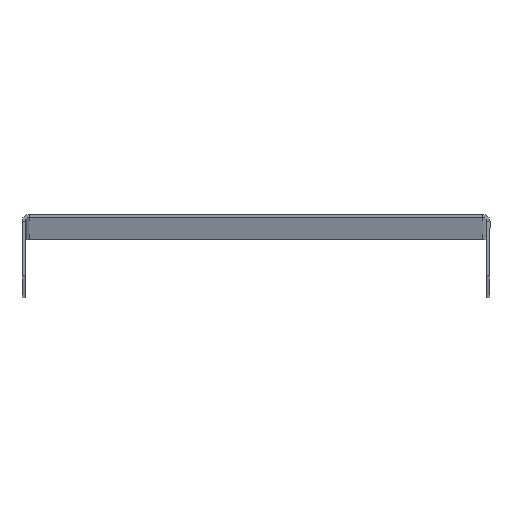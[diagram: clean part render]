
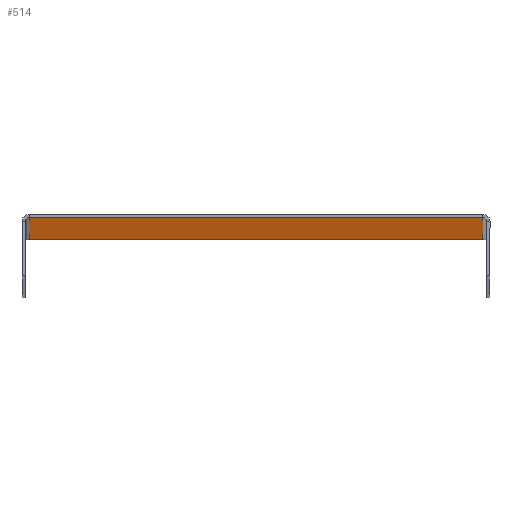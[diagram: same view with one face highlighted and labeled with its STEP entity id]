
A CAD part, top view. The second image highlights one B-rep face of the part: STEP entity #514.
In plain terms, the highlighted planar face has unit normal (0, -1, 0).
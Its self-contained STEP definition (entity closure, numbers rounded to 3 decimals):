
#16 = EDGE_CURVE ( 'NONE', #324, #149, #136, .T. ) ;
#33 = EDGE_CURVE ( 'NONE', #794, #774, #806, .T. ) ;
#62 = ORIENTED_EDGE ( 'NONE', *, *, #557, .F. ) ;
#89 = CARTESIAN_POINT ( 'NONE',  ( 69.5, 0., -1500. ) ) ;
#92 = LINE ( 'NONE', #563, #196 ) ;
#124 = VECTOR ( 'NONE', #818, 1000. ) ;
#126 = DIRECTION ( 'NONE',  ( 1., 0., 0. ) ) ;
#136 = LINE ( 'NONE', #468, #777 ) ;
#148 = DIRECTION ( 'NONE',  ( 0., 0., -1. ) ) ;
#149 = VERTEX_POINT ( 'NONE', #923 ) ;
#173 = EDGE_LOOP ( 'NONE', ( #62, #239, #823, #351 ) ) ;
#196 = VECTOR ( 'NONE', #910, 1000. ) ;
#239 = ORIENTED_EDGE ( 'NONE', *, *, #16, .F. ) ;
#300 = CARTESIAN_POINT ( 'NONE',  ( 54.5, 0., -1500. ) ) ;
#324 = VERTEX_POINT ( 'NONE', #431 ) ;
#351 = ORIENTED_EDGE ( 'NONE', *, *, #33, .F. ) ;
#410 = VECTOR ( 'NONE', #148, 1000. ) ;
#431 = CARTESIAN_POINT ( 'NONE',  ( -54.5, 0., 1500. ) ) ;
#445 = AXIS2_PLACEMENT_3D ( 'NONE', #89, #598, #892 ) ;
#468 = CARTESIAN_POINT ( 'NONE',  ( 0., 0., 1500. ) ) ;
#514 = ADVANCED_FACE ( 'NONE', ( #533 ), #897, .T. ) ;
#526 = LINE ( 'NONE', #300, #410 ) ;
#533 = FACE_OUTER_BOUND ( 'NONE', #173, .T. ) ;
#557 = EDGE_CURVE ( 'NONE', #149, #794, #526, .T. ) ;
#563 = CARTESIAN_POINT ( 'NONE',  ( -54.5, 0., -1500. ) ) ;
#598 = DIRECTION ( 'NONE',  ( 0., -1., 0. ) ) ;
#723 = CARTESIAN_POINT ( 'NONE',  ( 0., 0., -1500. ) ) ;
#774 = VERTEX_POINT ( 'NONE', #858 ) ;
#777 = VECTOR ( 'NONE', #126, 1000. ) ;
#794 = VERTEX_POINT ( 'NONE', #925 ) ;
#806 = LINE ( 'NONE', #723, #124 ) ;
#809 = EDGE_CURVE ( 'NONE', #324, #774, #92, .T. ) ;
#818 = DIRECTION ( 'NONE',  ( -1., 0., 0. ) ) ;
#823 = ORIENTED_EDGE ( 'NONE', *, *, #809, .T. ) ;
#858 = CARTESIAN_POINT ( 'NONE',  ( -54.5, 0., -1500. ) ) ;
#892 = DIRECTION ( 'NONE',  ( 0., 0., -1. ) ) ;
#897 = PLANE ( 'NONE',  #445 ) ;
#910 = DIRECTION ( 'NONE',  ( 0., 0., -1. ) ) ;
#923 = CARTESIAN_POINT ( 'NONE',  ( 54.5, 0., 1500. ) ) ;
#925 = CARTESIAN_POINT ( 'NONE',  ( 54.5, 0., -1500. ) ) ;
